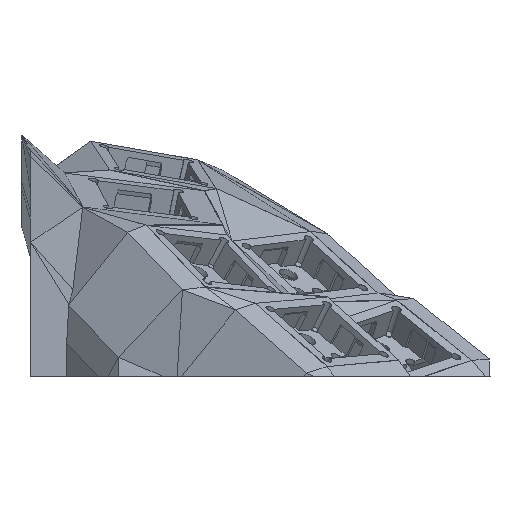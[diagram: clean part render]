
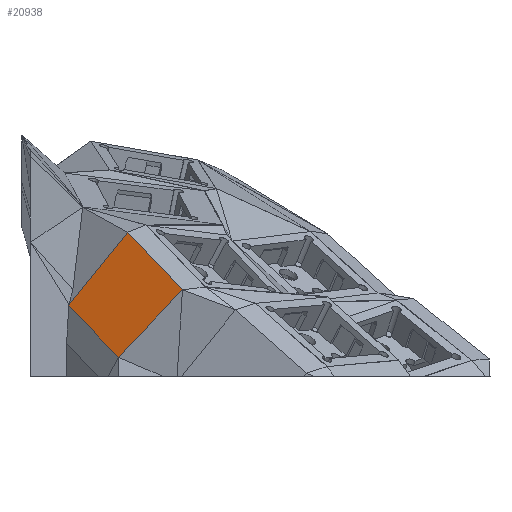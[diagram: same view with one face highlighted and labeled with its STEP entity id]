
A CAD part, left-side view. The second image highlights one B-rep face of the part: STEP entity #20938.
In plain terms, the highlighted planar face has unit normal (-0.77, 0.493, 0.404).
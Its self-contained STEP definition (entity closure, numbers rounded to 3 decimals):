
#605 = PLANE('',#606);
#606 = AXIS2_PLACEMENT_3D('',#607,#608,#609);
#607 = CARTESIAN_POINT('',(-64.082,-36.311,
    6.53));
#608 = DIRECTION('',(-0.656,-0.755,0.
    ));
#609 = DIRECTION('',(-0.755,0.656,0.));
#657 = PLANE('',#658);
#658 = AXIS2_PLACEMENT_3D('',#659,#660,#661);
#659 = CARTESIAN_POINT('',(-66.594,-42.326,
    5.558));
#660 = DIRECTION('',(-0.684,0.724,0.087)
  );
#661 = DIRECTION('',(0.727,0.687,0.));
#735 = PLANE('',#736);
#736 = AXIS2_PLACEMENT_3D('',#737,#738,#739);
#737 = CARTESIAN_POINT('',(-70.376,-53.373,5.886)
  );
#738 = DIRECTION('',(0.918,0.246,0.311));
#739 = DIRECTION('',(-0.321,0.,0.947));
#9138 = VERTEX_POINT('',#9139);
#9139 = CARTESIAN_POINT('',(-72.21,-56.94,
    14.136));
#9190 = VERTEX_POINT('',#9191);
#9191 = CARTESIAN_POINT('',(-71.291,-46.469,
    3.113));
#9211 = EDGE_CURVE('',#9138,#9190,#9212,.T.);
#9212 = SURFACE_CURVE('',#9213,(#9217,#9224),.PCURVE_S1.);
#9213 = LINE('',#9214,#9215);
#9214 = CARTESIAN_POINT('',(-72.21,-56.94,
    14.136));
#9215 = VECTOR('',#9216,1.);
#9216 = DIRECTION('',(0.06,0.687,-0.724)
  );
#9217 = PCURVE('',#735,#9218);
#9218 = DEFINITIONAL_REPRESENTATION('',(#9219),#9223);
#9219 = LINE('',#9220,#9221);
#9220 = CARTESIAN_POINT('',(8.403,3.681));
#9221 = VECTOR('',#9222,1.);
#9222 = DIRECTION('',(-0.705,-0.709));
#9223 = ( GEOMETRIC_REPRESENTATION_CONTEXT(2) 
PARAMETRIC_REPRESENTATION_CONTEXT() REPRESENTATION_CONTEXT('2D SPACE',''
  ) );
#9224 = PCURVE('',#9225,#9230);
#9225 = PLANE('',#9226);
#9226 = AXIS2_PLACEMENT_3D('',#9227,#9228,#9229);
#9227 = CARTESIAN_POINT('',(-61.637,-43.203,
    17.511));
#9228 = DIRECTION('',(-0.77,0.493,0.404));
#9229 = DIRECTION('',(-0.539,-0.842,0.));
#9230 = DEFINITIONAL_REPRESENTATION('',(#9231),#9235);
#9231 = LINE('',#9232,#9233);
#9232 = CARTESIAN_POINT('',(17.271,-3.69));
#9233 = VECTOR('',#9234,1.);
#9234 = DIRECTION('',(-0.611,-0.791));
#9235 = ( GEOMETRIC_REPRESENTATION_CONTEXT(2) 
PARAMETRIC_REPRESENTATION_CONTEXT() REPRESENTATION_CONTEXT('2D SPACE',''
  ) );
#9297 = VERTEX_POINT('',#9298);
#9298 = CARTESIAN_POINT('',(-61.677,-38.402,
    11.579));
#9340 = EDGE_CURVE('',#9297,#9190,#9341,.T.);
#9341 = SURFACE_CURVE('',#9342,(#9346,#9353),.PCURVE_S1.);
#9342 = LINE('',#9343,#9344);
#9343 = CARTESIAN_POINT('',(-61.606,-38.343,
    11.641));
#9344 = VECTOR('',#9345,1.);
#9345 = DIRECTION('',(-0.635,-0.533,-0.559));
#9346 = PCURVE('',#657,#9347);
#9347 = DEFINITIONAL_REPRESENTATION('',(#9348),#9352);
#9348 = LINE('',#9349,#9350);
#9349 = CARTESIAN_POINT('',(6.362,-6.106));
#9350 = VECTOR('',#9351,1.);
#9351 = DIRECTION('',(-0.828,0.561));
#9352 = ( GEOMETRIC_REPRESENTATION_CONTEXT(2) 
PARAMETRIC_REPRESENTATION_CONTEXT() REPRESENTATION_CONTEXT('2D SPACE',''
  ) );
#9353 = PCURVE('',#9225,#9354);
#9354 = DEFINITIONAL_REPRESENTATION('',(#9355),#9359);
#9355 = LINE('',#9356,#9357);
#9356 = CARTESIAN_POINT('',(-4.109,-6.418));
#9357 = VECTOR('',#9358,1.);
#9358 = DIRECTION('',(0.791,-0.611));
#9359 = ( GEOMETRIC_REPRESENTATION_CONTEXT(2) 
PARAMETRIC_REPRESENTATION_CONTEXT() REPRESENTATION_CONTEXT('2D SPACE',''
  ) );
#9392 = EDGE_CURVE('',#9297,#9393,#9395,.T.);
#9393 = VERTEX_POINT('',#9394);
#9394 = CARTESIAN_POINT('',(-61.653,-38.423,
    11.65));
#9395 = SURFACE_CURVE('',#9396,(#9400,#9407),.PCURVE_S1.);
#9396 = LINE('',#9397,#9398);
#9397 = CARTESIAN_POINT('',(-61.677,-38.402,
    11.579));
#9398 = VECTOR('',#9399,1.);
#9399 = DIRECTION('',(0.308,-0.268,0.913));
#9400 = PCURVE('',#605,#9401);
#9401 = DEFINITIONAL_REPRESENTATION('',(#9402),#9406);
#9402 = LINE('',#9403,#9404);
#9403 = CARTESIAN_POINT('',(-3.187,-5.049));
#9404 = VECTOR('',#9405,1.);
#9405 = DIRECTION('',(-0.408,-0.913));
#9406 = ( GEOMETRIC_REPRESENTATION_CONTEXT(2) 
PARAMETRIC_REPRESENTATION_CONTEXT() REPRESENTATION_CONTEXT('2D SPACE',''
  ) );
#9407 = PCURVE('',#9225,#9408);
#9408 = DEFINITIONAL_REPRESENTATION('',(#9409),#9413);
#9409 = LINE('',#9410,#9411);
#9410 = CARTESIAN_POINT('',(-4.021,-6.486));
#9411 = VECTOR('',#9412,1.);
#9412 = DIRECTION('',(0.059,0.998));
#9413 = ( GEOMETRIC_REPRESENTATION_CONTEXT(2) 
PARAMETRIC_REPRESENTATION_CONTEXT() REPRESENTATION_CONTEXT('2D SPACE',''
  ) );
#9429 = PLANE('',#9430);
#9430 = AXIS2_PLACEMENT_3D('',#9431,#9432,#9433);
#9431 = CARTESIAN_POINT('',(-63.541,-36.512,
    16.171));
#9432 = DIRECTION('',(-0.546,-0.829,0.122));
#9433 = DIRECTION('',(-0.835,0.55,0.)
  );
#12468 = PLANE('',#12469);
#12469 = AXIS2_PLACEMENT_3D('',#12470,#12471,#12472);
#12470 = CARTESIAN_POINT('',(-57.436,-42.027,
    20.736));
#12471 = DIRECTION('',(-0.572,0.635,0.519));
#12472 = DIRECTION('',(0.743,0.669,0.));
#20927 = PLANE('',#20928);
#20928 = AXIS2_PLACEMENT_3D('',#20929,#20930,#20931);
#20929 = CARTESIAN_POINT('',(-66.753,-54.058,
    18.386));
#20930 = DIRECTION('',(0.499,0.27,-0.824));
#20931 = DIRECTION('',(-0.855,0.,
    -0.518));
#20938 = ADVANCED_FACE('',(#20939),#9225,.T.);
#20939 = FACE_BOUND('',#20940,.T.);
#20940 = EDGE_LOOP('',(#20941,#20942,#20943,#20944,#20967,#20990));
#20941 = ORIENTED_EDGE('',*,*,#9392,.F.);
#20942 = ORIENTED_EDGE('',*,*,#9340,.T.);
#20943 = ORIENTED_EDGE('',*,*,#9211,.F.);
#20944 = ORIENTED_EDGE('',*,*,#20945,.T.);
#20945 = EDGE_CURVE('',#9138,#20946,#20948,.T.);
#20946 = VERTEX_POINT('',#20947);
#20947 = CARTESIAN_POINT('',(-61.572,-48.014,
    23.503));
#20948 = SURFACE_CURVE('',#20949,(#20953,#20960),.PCURVE_S1.);
#20949 = LINE('',#20950,#20951);
#20950 = CARTESIAN_POINT('',(-72.21,-56.94,
    14.136));
#20951 = VECTOR('',#20952,1.);
#20952 = DIRECTION('',(0.635,0.533,0.559));
#20953 = PCURVE('',#9225,#20954);
#20954 = DEFINITIONAL_REPRESENTATION('',(#20955),#20959);
#20955 = LINE('',#20956,#20957);
#20956 = CARTESIAN_POINT('',(17.271,-3.69));
#20957 = VECTOR('',#20958,1.);
#20958 = DIRECTION('',(-0.791,0.611));
#20959 = ( GEOMETRIC_REPRESENTATION_CONTEXT(2) 
PARAMETRIC_REPRESENTATION_CONTEXT() REPRESENTATION_CONTEXT('2D SPACE',''
  ) );
#20960 = PCURVE('',#20927,#20961);
#20961 = DEFINITIONAL_REPRESENTATION('',(#20962),#20966);
#20962 = LINE('',#20963,#20964);
#20963 = CARTESIAN_POINT('',(6.869,-2.994));
#20964 = VECTOR('',#20965,1.);
#20965 = DIRECTION('',(-0.833,0.553));
#20966 = ( GEOMETRIC_REPRESENTATION_CONTEXT(2) 
PARAMETRIC_REPRESENTATION_CONTEXT() REPRESENTATION_CONTEXT('2D SPACE',''
  ) );
#20967 = ORIENTED_EDGE('',*,*,#20968,.T.);
#20968 = EDGE_CURVE('',#20946,#20969,#20971,.T.);
#20969 = VERTEX_POINT('',#20970);
#20970 = CARTESIAN_POINT('',(-61.605,-38.438,
    11.759));
#20971 = SURFACE_CURVE('',#20972,(#20976,#20983),.PCURVE_S1.);
#20972 = LINE('',#20973,#20974);
#20973 = CARTESIAN_POINT('',(-61.572,-48.014,
    23.503));
#20974 = VECTOR('',#20975,1.);
#20975 = DIRECTION('',(-0.002,0.632,
    -0.775));
#20976 = PCURVE('',#9225,#20977);
#20977 = DEFINITIONAL_REPRESENTATION('',(#20978),#20982);
#20978 = LINE('',#20979,#20980);
#20979 = CARTESIAN_POINT('',(4.017,6.552));
#20980 = VECTOR('',#20981,1.);
#20981 = DIRECTION('',(-0.531,-0.847));
#20982 = ( GEOMETRIC_REPRESENTATION_CONTEXT(2) 
PARAMETRIC_REPRESENTATION_CONTEXT() REPRESENTATION_CONTEXT('2D SPACE',''
  ) );
#20983 = PCURVE('',#12468,#20984);
#20984 = DEFINITIONAL_REPRESENTATION('',(#20985),#20989);
#20985 = LINE('',#20986,#20987);
#20986 = CARTESIAN_POINT('',(-7.08,-3.238));
#20987 = VECTOR('',#20988,1.);
#20988 = DIRECTION('',(0.421,0.907));
#20989 = ( GEOMETRIC_REPRESENTATION_CONTEXT(2) 
PARAMETRIC_REPRESENTATION_CONTEXT() REPRESENTATION_CONTEXT('2D SPACE',''
  ) );
#20990 = ORIENTED_EDGE('',*,*,#20991,.F.);
#20991 = EDGE_CURVE('',#9393,#20969,#20992,.T.);
#20992 = SURFACE_CURVE('',#20993,(#20997,#21004),.PCURVE_S1.);
#20993 = LINE('',#20994,#20995);
#20994 = CARTESIAN_POINT('',(-61.653,-38.423,
    11.65));
#20995 = VECTOR('',#20996,1.);
#20996 = DIRECTION('',(0.396,-0.127,0.909));
#20997 = PCURVE('',#9225,#20998);
#20998 = DEFINITIONAL_REPRESENTATION('',(#20999),#21003);
#20999 = LINE('',#21000,#21001);
#21000 = CARTESIAN_POINT('',(-4.016,-6.408));
#21001 = VECTOR('',#21002,1.);
#21002 = DIRECTION('',(-0.107,0.994));
#21003 = ( GEOMETRIC_REPRESENTATION_CONTEXT(2) 
PARAMETRIC_REPRESENTATION_CONTEXT() REPRESENTATION_CONTEXT('2D SPACE',''
  ) );
#21004 = PCURVE('',#9429,#21005);
#21005 = DEFINITIONAL_REPRESENTATION('',(#21006),#21010);
#21006 = LINE('',#21007,#21008);
#21007 = CARTESIAN_POINT('',(-2.629,4.554));
#21008 = VECTOR('',#21009,1.);
#21009 = DIRECTION('',(-0.401,-0.916));
#21010 = ( GEOMETRIC_REPRESENTATION_CONTEXT(2) 
PARAMETRIC_REPRESENTATION_CONTEXT() REPRESENTATION_CONTEXT('2D SPACE',''
  ) );
